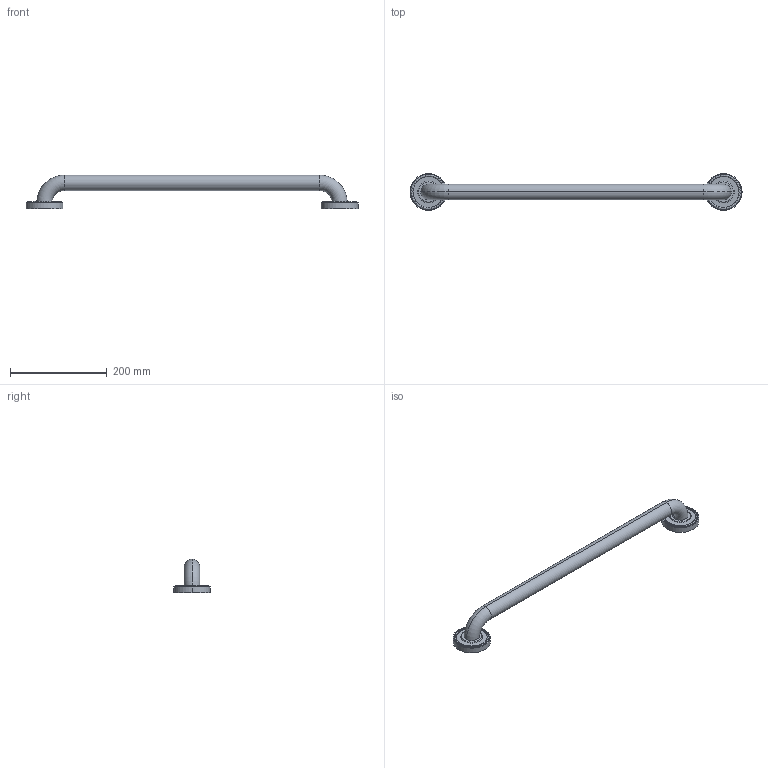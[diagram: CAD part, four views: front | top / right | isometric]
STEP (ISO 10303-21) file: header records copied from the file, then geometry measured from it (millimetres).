
FILE_DESCRIPTION((''),'2;1');
FILE_NAME('1563_WEB','2010-11-29T',('project'),(''),'PRO/ENGINEER BY PARAMETRIC TECHNOLOGY CORPORATION, 2009300','PRO/ENGINEER BY PARAMETRIC TECHNOLOGY CORPORATION, 2009300','');
FILE_SCHEMA(('CONFIG_CONTROL_DESIGN'));
Length unit declared in the file: inch
Products named in the file (1): 1563_WEB
Bounding box: 685.8 x 76.2 x 69.6 mm (x, y, z)
Surface area: 100032.8 mm2 (no closed solid volume)
Topology: 0 solids, 7 shells, 102 faces, 280 edges, 186 vertices
Faces by surface type: bspline 76, torus 12, plane 8, cylinder 6
Entity records: 7354 total; most frequent: CARTESIAN_POINT 5614, ORIENTED_EDGE 398, EDGE_CURVE 280, B_SPLINE_CURVE_WITH_KNOTS 234, VERTEX_POINT 186, DIRECTION 138, EDGE_LOOP 104, FACE_OUTER_BOUND 102
